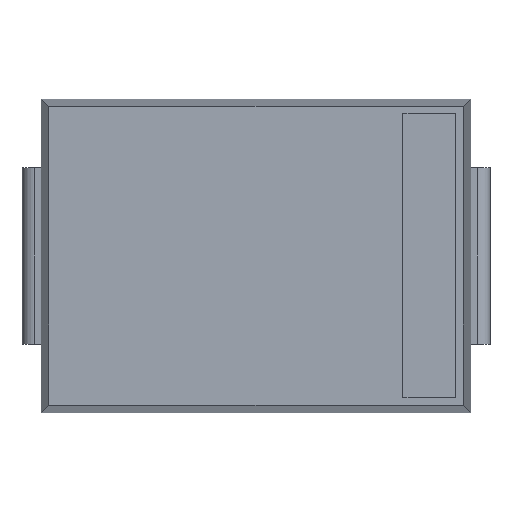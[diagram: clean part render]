
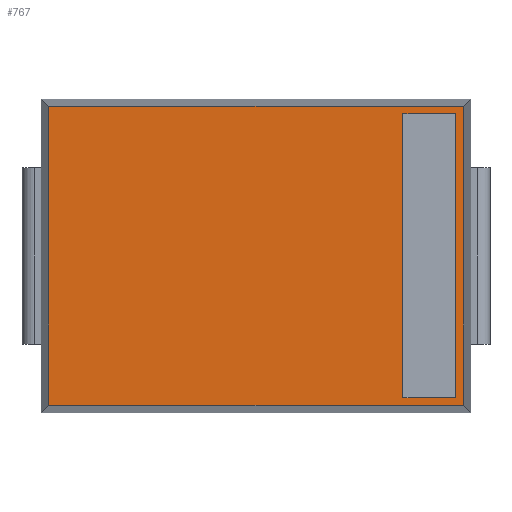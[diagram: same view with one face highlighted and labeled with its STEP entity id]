
A CAD part, top view. The second image highlights one B-rep face of the part: STEP entity #767.
In plain terms, the highlighted planar face has unit normal (0, 0, 1).
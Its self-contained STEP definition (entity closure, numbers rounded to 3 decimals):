
#112=ORIENTED_EDGE('',*,*,#264,.F.);
#113=ORIENTED_EDGE('',*,*,#262,.F.);
#114=ORIENTED_EDGE('',*,*,#260,.F.);
#115=ORIENTED_EDGE('',*,*,#266,.F.);
#116=ORIENTED_EDGE('',*,*,#290,.T.);
#117=ORIENTED_EDGE('',*,*,#272,.T.);
#118=ORIENTED_EDGE('',*,*,#291,.T.);
#119=ORIENTED_EDGE('',*,*,#292,.T.);
#260=EDGE_CURVE('',#360,#361,#430,.T.);
#262=EDGE_CURVE('',#361,#362,#432,.T.);
#264=EDGE_CURVE('',#362,#363,#434,.T.);
#266=EDGE_CURVE('',#363,#360,#436,.T.);
#272=EDGE_CURVE('',#369,#368,#442,.T.);
#290=EDGE_CURVE('',#381,#369,#460,.T.);
#291=EDGE_CURVE('',#368,#382,#461,.T.);
#292=EDGE_CURVE('',#382,#381,#462,.T.);
#360=VERTEX_POINT('',#1228);
#361=VERTEX_POINT('',#1230);
#362=VERTEX_POINT('',#1234);
#363=VERTEX_POINT('',#1238);
#368=VERTEX_POINT('',#1253);
#369=VERTEX_POINT('',#1255);
#381=VERTEX_POINT('',#1292);
#382=VERTEX_POINT('',#1294);
#430=LINE('',#1229,#528);
#432=LINE('',#1233,#530);
#434=LINE('',#1237,#532);
#436=LINE('',#1241,#534);
#442=LINE('',#1254,#540);
#460=LINE('',#1291,#558);
#461=LINE('',#1293,#559);
#462=LINE('',#1295,#560);
#528=VECTOR('',#1025,1000.);
#530=VECTOR('',#1029,1000.);
#532=VECTOR('',#1033,1000.);
#534=VECTOR('',#1037,1000.);
#540=VECTOR('',#1047,1000.);
#558=VECTOR('',#1079,1000.);
#559=VECTOR('',#1080,1000.);
#560=VECTOR('',#1081,1000.);
#625=EDGE_LOOP('',(#112,#113,#114,#115));
#626=EDGE_LOOP('',(#116,#117,#118,#119));
#667=FACE_BOUND('',#625,.T.);
#668=FACE_BOUND('',#626,.T.);
#707=PLANE('',#953);
#767=ADVANCED_FACE('',(#667,#668),#707,.F.);
#953=AXIS2_PLACEMENT_3D('',#1290,#1077,#1078);
#1025=DIRECTION('',(0.,1.,0.));
#1029=DIRECTION('',(-1.,0.,0.));
#1033=DIRECTION('',(0.,-1.,0.));
#1037=DIRECTION('',(1.,0.,0.));
#1047=DIRECTION('',(0.,1.,0.));
#1077=DIRECTION('',(0.,0.,-1.));
#1078=DIRECTION('',(0.811,-0.585,0.));
#1079=DIRECTION('',(1.,0.,0.));
#1080=DIRECTION('',(-1.,0.,0.));
#1081=DIRECTION('',(0.,-1.,0.));
#1228=CARTESIAN_POINT('',(164.164,-72.409,3.8));
#1229=CARTESIAN_POINT('',(164.164,-72.409,3.8));
#1230=CARTESIAN_POINT('',(164.164,-69.191,3.8));
#1233=CARTESIAN_POINT('',(164.164,-69.191,3.8));
#1234=CARTESIAN_POINT('',(163.564,-69.191,3.8));
#1237=CARTESIAN_POINT('',(163.564,-69.191,3.8));
#1238=CARTESIAN_POINT('',(163.564,-72.409,3.8));
#1241=CARTESIAN_POINT('',(163.564,-72.409,3.8));
#1253=CARTESIAN_POINT('',(164.247,-69.108,3.8));
#1254=CARTESIAN_POINT('',(164.247,-72.492,3.8));
#1255=CARTESIAN_POINT('',(164.247,-72.492,3.8));
#1290=CARTESIAN_POINT('',(159.553,-69.108,3.8));
#1291=CARTESIAN_POINT('',(159.553,-72.492,3.8));
#1292=CARTESIAN_POINT('',(159.553,-72.492,3.8));
#1293=CARTESIAN_POINT('',(164.247,-69.108,3.8));
#1294=CARTESIAN_POINT('',(159.553,-69.108,3.8));
#1295=CARTESIAN_POINT('',(159.553,-69.108,3.8));
